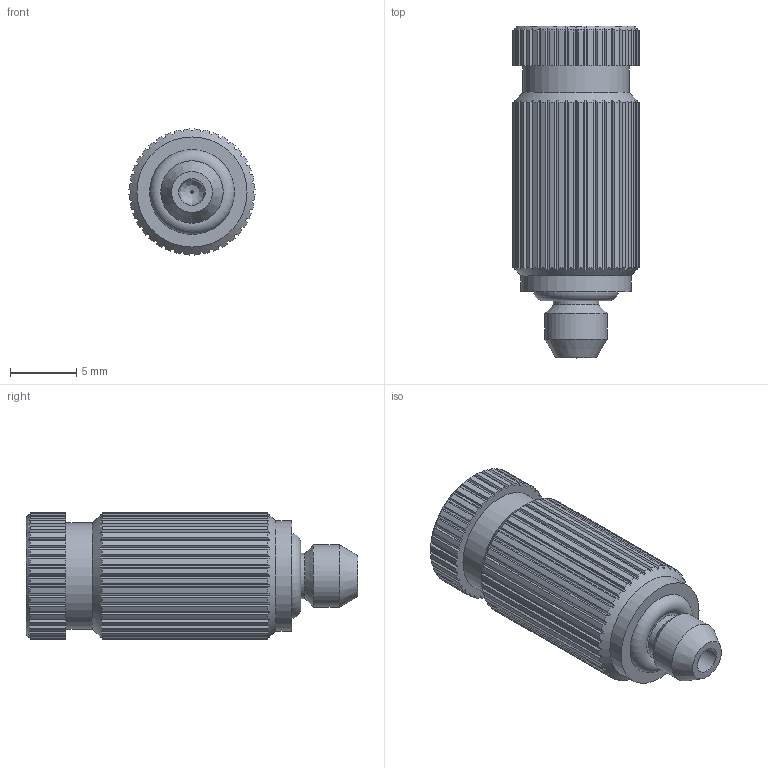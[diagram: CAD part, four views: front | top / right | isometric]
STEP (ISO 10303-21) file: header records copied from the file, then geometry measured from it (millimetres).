
FILE_DESCRIPTION(( 'MM.99.10.24-0.3.stp' ), '1');
FILE_NAME( 'MM.99.10.24-0.3.stp', '2021-03-02T15:05:57',( 'Sopra'),('sopra-pneumatic.com'), 'SwSTEP 2.0','SolidWorks 2009','' );
FILE_SCHEMA( ( 'CONFIG_CONTROL_DESIGN' ) );
Length unit declared in the file: millimetre
Products named in the file (1): Taglia-Rivoluzione1
Bounding box: 9.49 x 25 x 9.49 mm (x, y, z)
Volume: 1322.9 mm3; surface area: 1059 mm2
Topology: 1 solids, 1 shells, 341 faces, 1001 edges, 667 vertices
Faces by surface type: plane 247, cylinder 86, cone 6, torus 1, bspline 1
Full cylindrical faces by diameter (mm): 0.15 x1, 2 x1, 3.4 x1, 4.7 x1, 8 x1, 8.3 x1
Entity records: 11615 total; most frequent: CARTESIAN_POINT 3117, ORIENTED_EDGE 1970, DIRECTION 1480, EDGE_CURVE 985, VERTEX_POINT 665, AXIS2_PLACEMENT_3D 520, LINE 440, VECTOR 440
